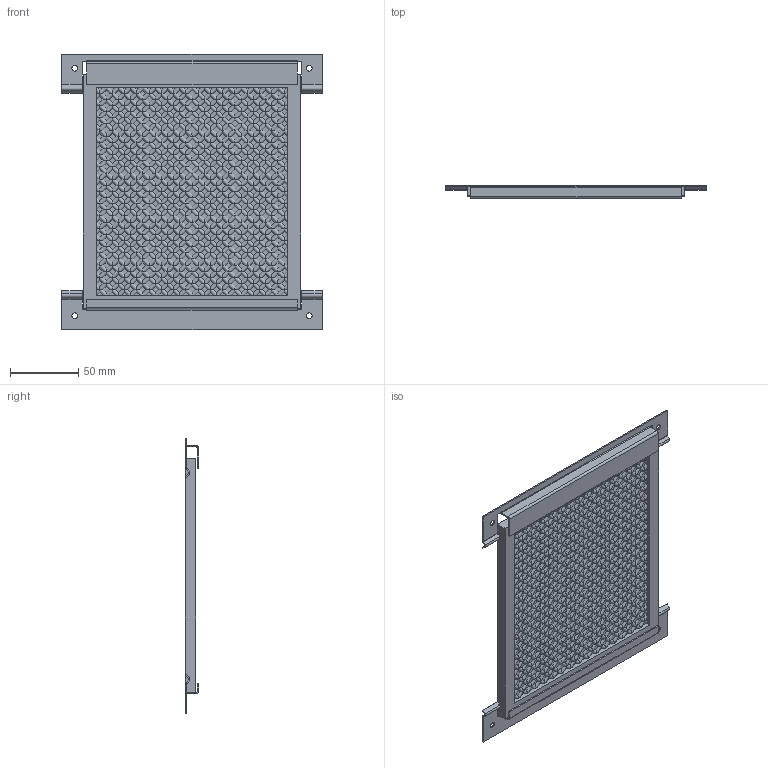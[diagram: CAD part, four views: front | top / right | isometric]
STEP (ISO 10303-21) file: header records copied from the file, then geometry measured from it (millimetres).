
FILE_DESCRIPTION (( 'STEP AP203' ), '1' );
FILE_NAME ('SCE-FLT66.step', '2021-02-09T22:17:04', ( 'ADC123' ), ( 'Microsoft' ), 'SwSTEP 2.0', 'SolidWorks 2019', '' );
FILE_SCHEMA (( 'CONFIG_CONTROL_DESIGN' ));
Length unit declared in the file: inch
Products named in the file (1): SCE-FLT66
Bounding box: 190.5 x 9.75 x 201.6 mm (x, y, z)
Volume: 100775.4 mm3; surface area: 96229.1 mm2
Topology: 3 solids, 3 shells, 3428 faces, 9228 edges, 5808 vertices
Faces by surface type: cylinder 2204, plane 1224
Full cylindrical faces by diameter (mm): 4.216 x4
Entity records: 103783 total; most frequent: CARTESIAN_POINT 31913, ORIENTED_EDGE 18448, DIRECTION 11654, EDGE_CURVE 9224, VERTEX_POINT 5808, VECTOR 4684, LINE 4684, AXIS2_PLACEMENT_3D 3485
